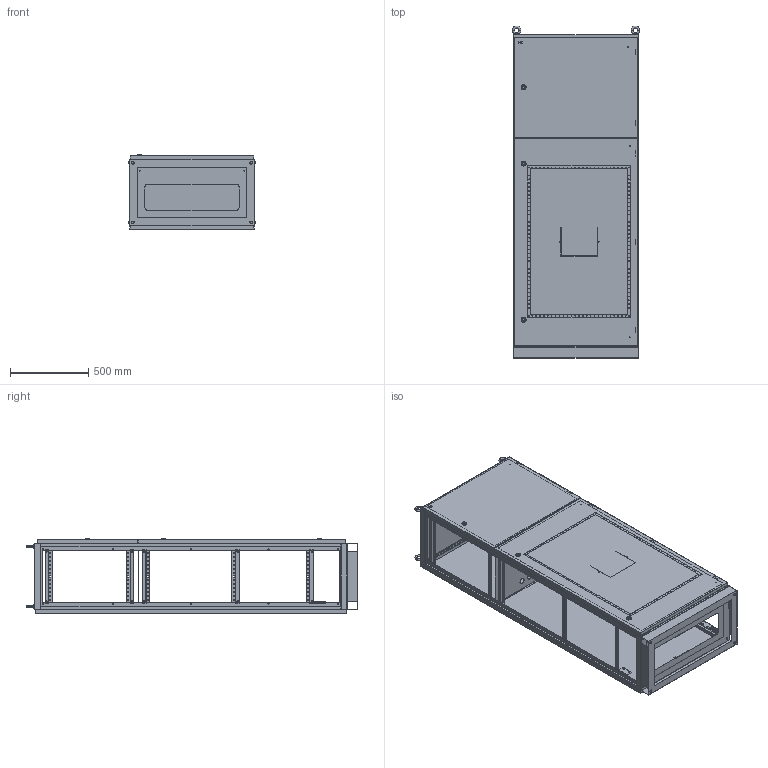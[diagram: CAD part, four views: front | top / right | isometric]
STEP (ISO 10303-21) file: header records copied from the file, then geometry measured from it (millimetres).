
FILE_DESCRIPTION (( 'STEP AP214' ), '1' );
FILE_NAME ('YKM2-C3-2084-31 Øêàô íàïîëüíûé öåëüíîñâàðíîé ÂÐÓ-2 20.80.45 IP31 TITAN.STEP', '2016-09-22T07:40:33', ( 'user' ), ( '' ), 'SwSTEP 2.0', 'SolidWorks 2014', '' );
FILE_SCHEMA (( 'AUTOMOTIVE_DESIGN' ));
Length unit declared in the file: millimetre
Products named in the file (6): Äâåðü äëÿ ÂÐÓ-2 2000õ800 IP31; Îáîëî÷êà ÂÐÓ-2 2000õ800õ450 IP31; YKM2-C3-2084-31 Øêàô íàïîëüíûé öåëüíîñâàðíîé ÂÐÓ-2 20.80.45 IP31 TITAN; Öîêîëü äëÿ ÂÐÓ 800õ450; Ñòåíêà çàäíÿÿ äëÿ ÂÐÓ-õ 2000õ800 IP31; Äâåðü ó÷¸òíîãî îòñåêà 800 IP31
Assembly tree (5 placements, depth 2):
  YKM2-C3-2084-31 Øêàô íàïîëüíûé öåëüíîñâàðíîé ÂÐÓ-2 20.80.45 IP31 TITAN
    Îáîëî÷êà ÂÐÓ-2 2000õ800õ450 IP31
    Äâåðü äëÿ ÂÐÓ-2 2000õ800 IP31
    Äâåðü ó÷¸òíîãî îòñåêà 800 IP31
    Ñòåíêà çàäíÿÿ äëÿ ÂÐÓ-õ 2000õ800 IP31
    Öîêîëü äëÿ ÂÐÓ 800õ450
Bounding box: 814 x 2126 x 477.5 mm (x, y, z)
Volume: 10203091.3 mm3; surface area: 12563720.2 mm2
Topology: 27 solids, 27 shells, 2849 faces, 7574 edges, 4950 vertices
Faces by surface type: plane 1943, cylinder 710, cone 142, bspline 24, torus 22, sphere 8
Entity records: 91340 total; most frequent: CARTESIAN_POINT 17433, ORIENTED_EDGE 15148, DIRECTION 14504, EDGE_CURVE 7574, VECTOR 5598, LINE 5598, VERTEX_POINT 4950, AXIS2_PLACEMENT_3D 4453
